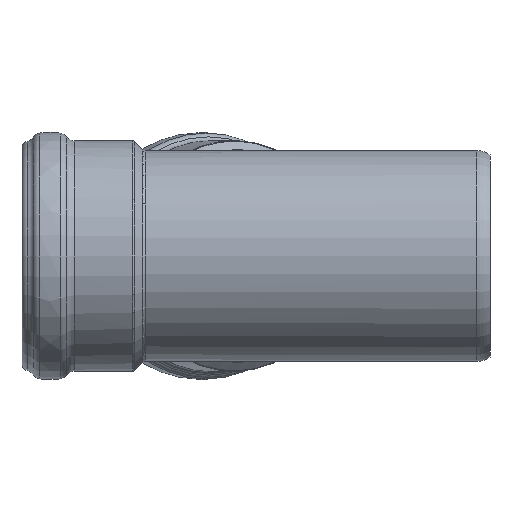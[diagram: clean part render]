
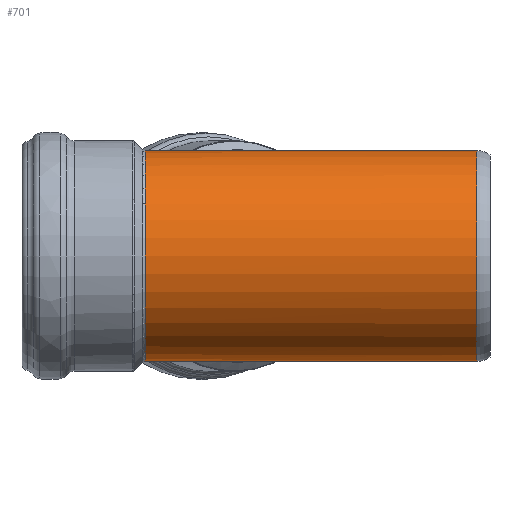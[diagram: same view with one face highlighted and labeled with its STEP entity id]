
A CAD part, left-side view. The second image highlights one B-rep face of the part: STEP entity #701.
In plain terms, the highlighted cylindrical face has radius 55 mm (diameter 110 mm), a full revolution.
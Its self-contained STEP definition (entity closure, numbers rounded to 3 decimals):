
#63=FACE_BOUND('',#232,.T.);
#105=CIRCLE('',#765,55.);
#106=CIRCLE('',#766,55.);
#160=CYLINDRICAL_SURFACE('',#762,55.);
#173=FACE_OUTER_BOUND('',#231,.T.);
#231=EDGE_LOOP('',(#521,#522,#523,#524));
#232=EDGE_LOOP('',(#525));
#331=ELLIPSE('',#761,101.5,55.);
#332=ELLIPSE('',#763,66.9,55.);
#333=ELLIPSE('',#764,101.5,55.);
#358=VERTEX_POINT('',#1156);
#360=VERTEX_POINT('',#1168);
#361=VERTEX_POINT('',#1172);
#362=VERTEX_POINT('',#1174);
#363=VERTEX_POINT('',#1177);
#431=EDGE_CURVE('',#360,#358,#331,.T.);
#432=EDGE_CURVE('',#361,#360,#332,.T.);
#433=EDGE_CURVE('',#362,#361,#333,.T.);
#434=EDGE_CURVE('',#358,#362,#105,.T.);
#435=EDGE_CURVE('',#363,#363,#106,.T.);
#521=ORIENTED_EDGE('',*,*,#431,.F.);
#522=ORIENTED_EDGE('',*,*,#432,.F.);
#523=ORIENTED_EDGE('',*,*,#433,.F.);
#524=ORIENTED_EDGE('',*,*,#434,.F.);
#525=ORIENTED_EDGE('',*,*,#435,.F.);
#701=ADVANCED_FACE('',(#173,#63),#160,.T.);
#761=AXIS2_PLACEMENT_3D('',#1170,#881,#882);
#762=AXIS2_PLACEMENT_3D('',#1171,#883,#884);
#763=AXIS2_PLACEMENT_3D('',#1173,#885,#886);
#764=AXIS2_PLACEMENT_3D('',#1175,#887,#888);
#765=AXIS2_PLACEMENT_3D('',#1176,#889,#890);
#766=AXIS2_PLACEMENT_3D('',#1178,#891,#892);
#881=DIRECTION('center_axis',(0.84,-0.542,0.));
#882=DIRECTION('ref_axis',(0.542,0.84,0.));
#883=DIRECTION('center_axis',(0.,-1.,0.));
#884=DIRECTION('ref_axis',(1.,0.,0.));
#885=DIRECTION('center_axis',(0.569,0.822,0.));
#886=DIRECTION('ref_axis',(0.822,-0.569,0.));
#887=DIRECTION('center_axis',(0.84,-0.542,0.));
#888=DIRECTION('ref_axis',(0.542,0.84,0.));
#889=DIRECTION('center_axis',(0.,1.,0.));
#890=DIRECTION('ref_axis',(-1.,0.,0.));
#891=DIRECTION('center_axis',(0.,-1.,0.));
#892=DIRECTION('ref_axis',(1.,0.,0.));
#1156=CARTESIAN_POINT('',(50.87,179.901,-20.911));
#1168=CARTESIAN_POINT('',(0.,101.,-55.));
#1170=CARTESIAN_POINT('Origin',(0.,101.,0.));
#1171=CARTESIAN_POINT('Origin',(0.,93.864,
0.));
#1172=CARTESIAN_POINT('',(0.,101.,55.));
#1173=CARTESIAN_POINT('Origin',(0.,101.,0.));
#1174=CARTESIAN_POINT('',(50.87,179.901,20.911));
#1175=CARTESIAN_POINT('Origin',(0.,101.,0.));
#1176=CARTESIAN_POINT('Origin',(0.,179.901,
0.));
#1177=CARTESIAN_POINT('',(55.,7.,0.));
#1178=CARTESIAN_POINT('Origin',(0.,7.,0.));
